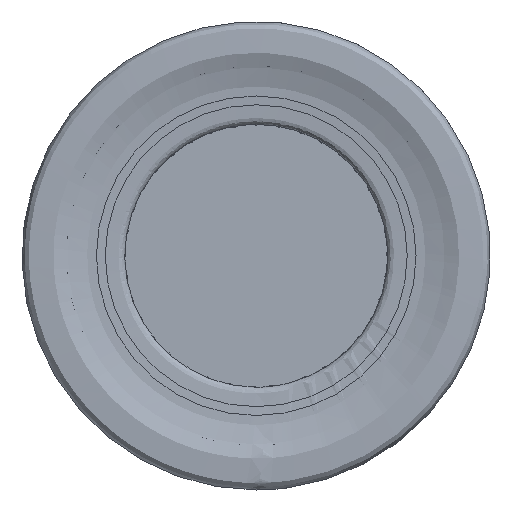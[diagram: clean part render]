
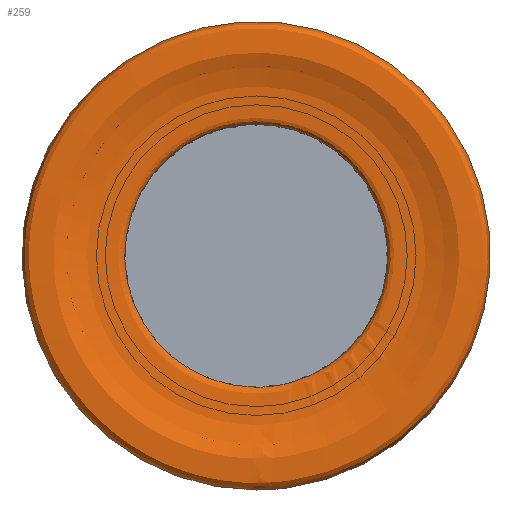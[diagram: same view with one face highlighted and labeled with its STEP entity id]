
A CAD part, left-side view. The second image highlights one B-rep face of the part: STEP entity #259.
In plain terms, the highlighted face is a revolution surface.
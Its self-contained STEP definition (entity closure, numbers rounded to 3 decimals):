
#24=SURFACE_OF_REVOLUTION('',#32,#28);
#28=AXIS1_PLACEMENT('',#749,#648);
#32=B_SPLINE_CURVE_WITH_KNOTS('',3,(#728,#729,#730,#731,#732,#733,#734,
#735,#736,#737,#738,#739,#740,#741,#742,#743,#744,#745,#746,#747,#748),
 .UNSPECIFIED.,.F.,.F.,(4,1,1,1,1,1,1,1,1,1,1,1,1,1,1,1,1,1,4),(0.,0.063,
0.094,0.125,0.188,0.25,0.313,0.375,0.438,0.5,0.563,0.625,0.688,0.75,
0.813,0.875,0.906,0.938,1.),.UNSPECIFIED.);
#259=ADVANCED_FACE('',(#312,#313),#24,.T.);
#312=FACE_BOUND('',#364,.T.);
#313=FACE_BOUND('',#365,.T.);
#364=EDGE_LOOP('',(#416));
#365=EDGE_LOOP('',(#417));
#416=ORIENTED_EDGE('',*,*,#472,.F.);
#417=ORIENTED_EDGE('',*,*,#473,.T.);
#446=VERTEX_POINT('',#725);
#447=VERTEX_POINT('',#727);
#472=EDGE_CURVE('',#446,#446,#498,.T.);
#473=EDGE_CURVE('',#447,#447,#499,.T.);
#498=CIRCLE('',#548,15.);
#499=CIRCLE('',#549,8.418);
#548=AXIS2_PLACEMENT_3D('',#724,#644,#645);
#549=AXIS2_PLACEMENT_3D('',#726,#646,#647);
#644=DIRECTION('',(1.,0.,0.));
#645=DIRECTION('',(0.,0.,-1.));
#646=DIRECTION('',(1.,0.,0.));
#647=DIRECTION('',(0.,0.,-1.));
#648=DIRECTION('',(1.,0.,0.));
#724=CARTESIAN_POINT('',(0.787,0.,0.));
#725=CARTESIAN_POINT('',(0.787,0.,-15.));
#726=CARTESIAN_POINT('',(1.121,0.,0.));
#727=CARTESIAN_POINT('',(1.121,0.,-8.418));
#728=CARTESIAN_POINT('',(1.121,-8.391,0.669));
#729=CARTESIAN_POINT('',(0.966,-8.399,0.701));
#730=CARTESIAN_POINT('',(0.753,-8.592,0.722));
#731=CARTESIAN_POINT('',(0.753,-8.904,0.684));
#732=CARTESIAN_POINT('',(0.75,-9.201,0.648));
#733=CARTESIAN_POINT('',(0.748,-9.556,0.606));
#734=CARTESIAN_POINT('',(0.737,-9.973,0.557));
#735=CARTESIAN_POINT('',(0.708,-10.399,0.511));
#736=CARTESIAN_POINT('',(0.656,-10.839,0.468));
#737=CARTESIAN_POINT('',(0.571,-11.302,0.43));
#738=CARTESIAN_POINT('',(0.447,-11.765,0.399));
#739=CARTESIAN_POINT('',(0.276,-12.208,0.381));
#740=CARTESIAN_POINT('',(0.02,-12.618,0.385));
#741=CARTESIAN_POINT('',(-0.004,-13.098,0.331));
#742=CARTESIAN_POINT('',(0.002,-13.568,0.273));
#743=CARTESIAN_POINT('',(-0.001,-14.037,0.216));
#744=CARTESIAN_POINT('',(0.017,-14.438,0.164));
#745=CARTESIAN_POINT('',(0.174,-14.704,0.098));
#746=CARTESIAN_POINT('',(0.403,-14.917,0.024));
#747=CARTESIAN_POINT('',(0.632,-14.998,-0.033));
#748=CARTESIAN_POINT('',(0.787,-15.,-0.066));
#749=CARTESIAN_POINT('',(0.,0.,0.));
